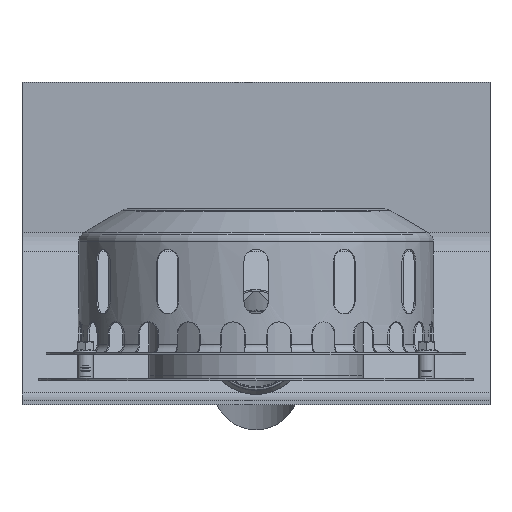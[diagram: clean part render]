
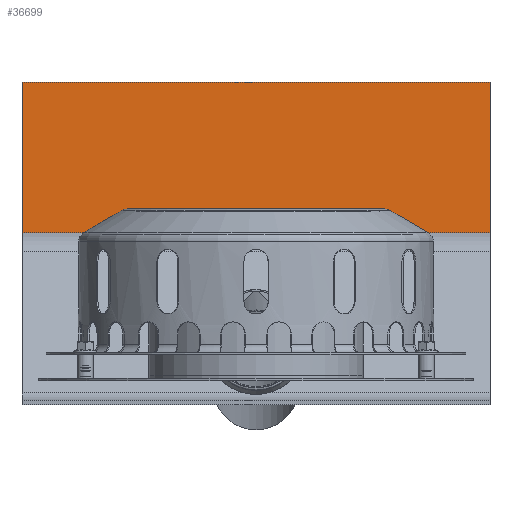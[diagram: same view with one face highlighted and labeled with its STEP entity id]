
A CAD part, left-side view. The second image highlights one B-rep face of the part: STEP entity #36699.
In plain terms, the highlighted planar face has unit normal (-1, 0, 0).
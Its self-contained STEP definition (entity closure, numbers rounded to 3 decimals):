
#1719=PLANE('',#38488);
#3272=FACE_OUTER_BOUND('',#5050,.T.);
#5050=EDGE_LOOP('',(#25972,#25973,#25974,#25975));
#7583=LINE('',#49522,#12275);
#7584=LINE('',#49524,#12276);
#7585=LINE('',#49526,#12277);
#7586=LINE('',#49527,#12278);
#12275=VECTOR('',#40607,1.);
#12276=VECTOR('',#40608,1.);
#12277=VECTOR('',#40609,1.);
#12278=VECTOR('',#40610,1.);
#16977=VERTEX_POINT('',#49520);
#16978=VERTEX_POINT('',#49521);
#16979=VERTEX_POINT('',#49523);
#16980=VERTEX_POINT('',#49525);
#20588=EDGE_CURVE('',#16977,#16978,#7583,.T.);
#20589=EDGE_CURVE('',#16979,#16978,#7584,.T.);
#20590=EDGE_CURVE('',#16980,#16979,#7585,.T.);
#20591=EDGE_CURVE('',#16980,#16977,#7586,.T.);
#25972=ORIENTED_EDGE('',*,*,#20588,.T.);
#25973=ORIENTED_EDGE('',*,*,#20589,.F.);
#25974=ORIENTED_EDGE('',*,*,#20590,.F.);
#25975=ORIENTED_EDGE('',*,*,#20591,.T.);
#36699=ADVANCED_FACE('',(#3272),#1719,.T.);
#38488=AXIS2_PLACEMENT_3D('',#49519,#40605,#40606);
#40605=DIRECTION('center_axis',(-1.,0.,0.));
#40606=DIRECTION('ref_axis',(0.,-1.,0.));
#40607=DIRECTION('',(0.,0.,1.));
#40608=DIRECTION('',(0.,-1.,0.));
#40609=DIRECTION('',(0.,0.,1.));
#40610=DIRECTION('',(0.,-1.,0.));
#49519=CARTESIAN_POINT('Origin',(1984.26,657.543,236.667));
#49520=CARTESIAN_POINT('',(1984.26,367.543,236.667));
#49521=CARTESIAN_POINT('',(1984.26,367.543,330.039));
#49522=CARTESIAN_POINT('',(1984.26,367.543,236.667));
#49523=CARTESIAN_POINT('',(1984.26,657.543,330.039));
#49524=CARTESIAN_POINT('',(1984.26,657.543,330.039));
#49525=CARTESIAN_POINT('',(1984.26,657.543,236.667));
#49526=CARTESIAN_POINT('',(1984.26,657.543,236.667));
#49527=CARTESIAN_POINT('',(1984.26,657.543,236.667));
